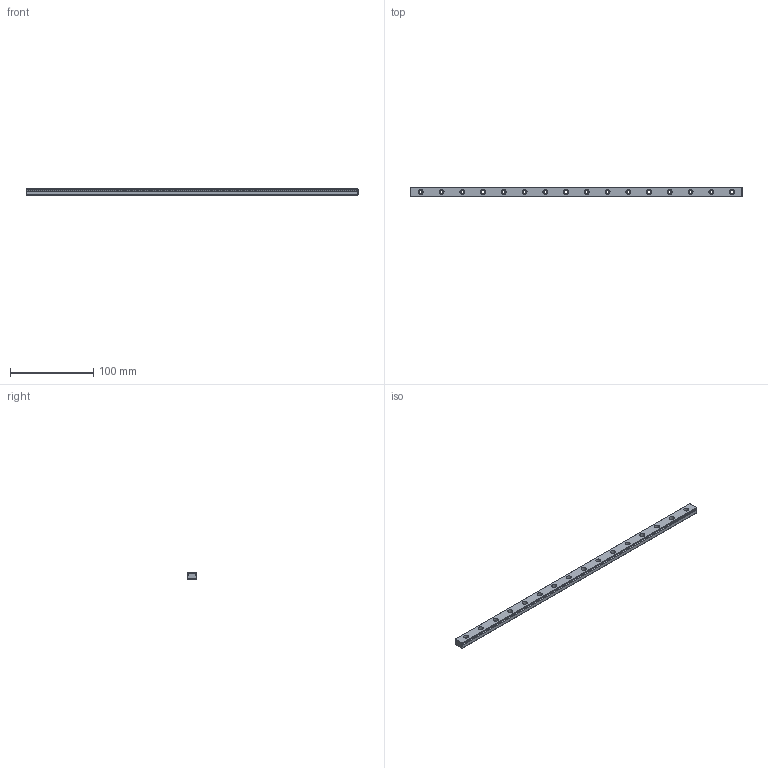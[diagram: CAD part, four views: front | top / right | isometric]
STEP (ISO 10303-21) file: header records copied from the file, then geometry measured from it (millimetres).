
FILE_DESCRIPTION (( 'STEP AP214' ), '1' );
FILE_NAME ('Rail 400mm.STEP', '2018-09-02T12:33:36', ( '' ), ( '' ), 'SwSTEP 2.0', 'SolidWorks 2018', '' );
FILE_SCHEMA (( 'AUTOMOTIVE_DESIGN' ));
Length unit declared in the file: millimetre
Products named in the file (1): Rail 400mm
Bounding box: 400 x 12 x 8 mm (x, y, z)
Volume: 33825.7 mm3; surface area: 19364.4 mm2
Topology: 1 solids, 1 shells, 126 faces, 308 edges, 192 vertices
Faces by surface type: cylinder 84, plane 34, sphere 8
Entity records: 4106 total; most frequent: DIRECTION 714, CARTESIAN_POINT 643, ORIENTED_EDGE 600, EDGE_CURVE 300, AXIS2_PLACEMENT_3D 295, VERTEX_POINT 192, EDGE_LOOP 174, CIRCLE 168
